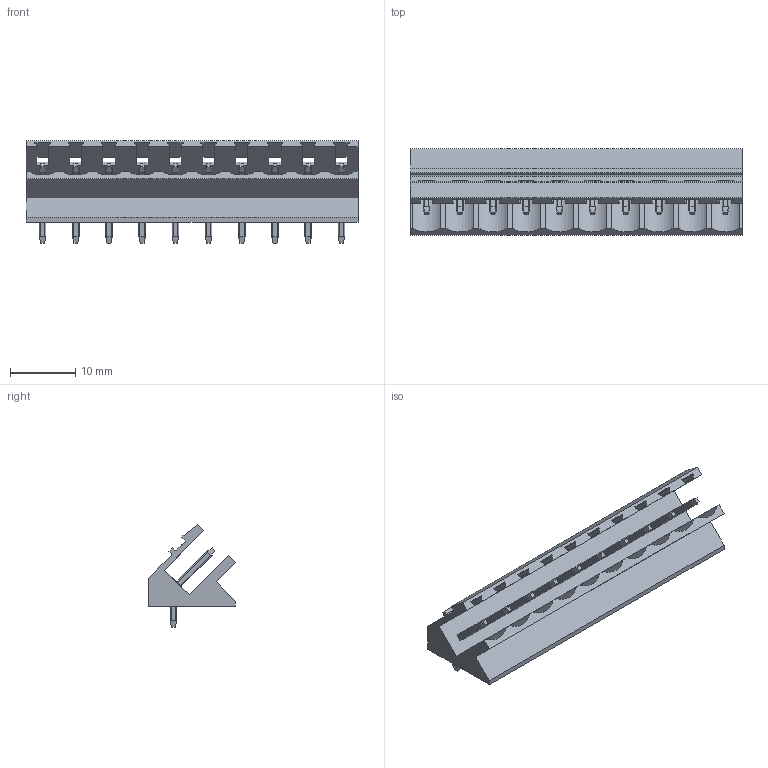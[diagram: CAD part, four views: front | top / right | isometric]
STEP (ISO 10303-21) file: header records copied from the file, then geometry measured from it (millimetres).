
FILE_DESCRIPTION(('CATIA V5 STEP Exchange','CAx-IF Rec.Pracs.--- Model Styling and Organization---1.2---2011-12-15'),'2;1');
FILE_NAME ('D1453154_0_1603140000_1603140000.stp','2018-10-10T08:04:27+00:00',('none'),('Weidmueller'),'CATIA Version 5-6 Release 2014','CATIA V5 STEP AP214','none');
FILE_SCHEMA(('AUTOMOTIVE_DESIGN { 1 0 10303 214 1 1 1 1 }'));
Length unit declared in the file: millimetre
Products named in the file (1): 1603140000
Bounding box: 50.8 x 13.3 x 15.67 mm (x, y, z)
Volume: 3102.6 mm3; surface area: 4176.2 mm2
Topology: 11 solids, 11 shells, 512 faces, 1410 edges, 900 vertices
Faces by surface type: plane 340, cylinder 172
Entity records: 18088 total; most frequent: CARTESIAN_POINT 6178, ORIENTED_EDGE 2820, DIRECTION 1864, EDGE_CURVE 1410, VECTOR 1066, LINE 1066, VERTEX_POINT 900, EDGE_LOOP 532
